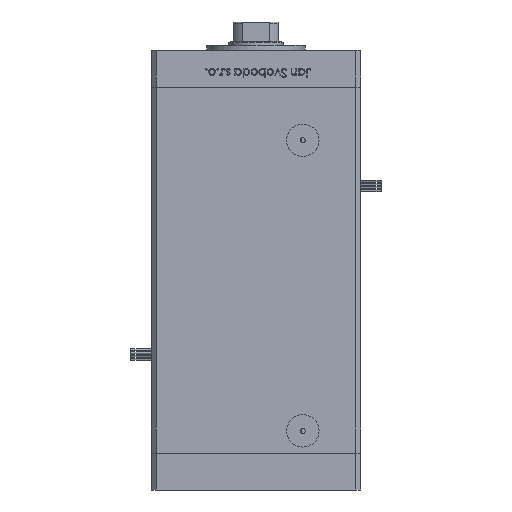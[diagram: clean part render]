
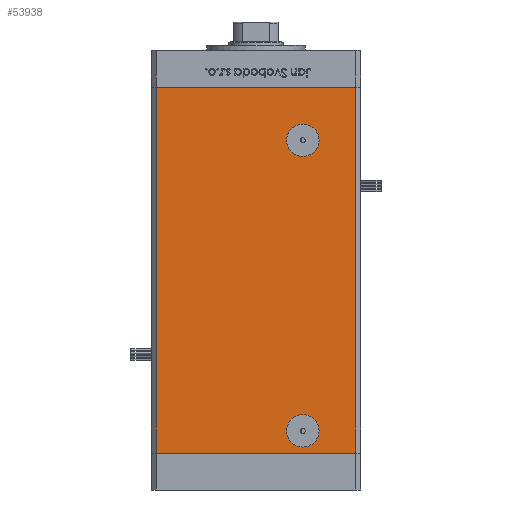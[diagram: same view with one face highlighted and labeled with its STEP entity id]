
A CAD part, front view. The second image highlights one B-rep face of the part: STEP entity #53938.
In plain terms, the highlighted planar face has unit normal (0, -1, 0).
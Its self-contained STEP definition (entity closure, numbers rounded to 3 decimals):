
#461 = LINE ( 'NONE', #34558, #14701 ) ;
#644 = DIRECTION ( 'NONE',  ( 0., 0., -1. ) ) ;
#1127 = ORIENTED_EDGE ( 'NONE', *, *, #54209, .F. ) ;
#1263 = CARTESIAN_POINT ( 'NONE',  ( -40.5, -37.5, 0. ) ) ;
#2401 = FACE_OUTER_BOUND ( 'NONE', #22567, .T. ) ;
#2952 = FACE_BOUND ( 'NONE', #26004, .T. ) ;
#4356 = CARTESIAN_POINT ( 'NONE',  ( 19., -37.5, 15.58 ) ) ;
#4599 = CARTESIAN_POINT ( 'NONE',  ( -40.5, -37.5, 0. ) ) ;
#7103 = EDGE_CURVE ( 'NONE', #41402, #49899, #33349, .T. ) ;
#9945 = AXIS2_PLACEMENT_3D ( 'NONE', #21610, #38922, #644 ) ;
#10250 = CARTESIAN_POINT ( 'NONE',  ( 40.5, -37.5, 148.5 ) ) ;
#11067 = CARTESIAN_POINT ( 'NONE',  ( -40.5, -37.5, 148.5 ) ) ;
#11238 = AXIS2_PLACEMENT_3D ( 'NONE', #11067, #28114, #49858 ) ;
#11893 = CARTESIAN_POINT ( 'NONE',  ( 19., -37.5, 133.58 ) ) ;
#14209 = EDGE_CURVE ( 'NONE', #40101, #50046, #461, .T. ) ;
#14410 = EDGE_CURVE ( 'NONE', #40101, #28104, #21912, .T. ) ;
#14674 = LINE ( 'NONE', #1263, #31941 ) ;
#14701 = VECTOR ( 'NONE', #34279, 1000. ) ;
#15074 = DIRECTION ( 'NONE',  ( 0., 0., -1. ) ) ;
#15800 = PLANE ( 'NONE',  #11238 ) ;
#15918 = CARTESIAN_POINT ( 'NONE',  ( 19., -37.5, 127. ) ) ;
#16475 = ORIENTED_EDGE ( 'NONE', *, *, #14209, .T. ) ;
#16736 = DIRECTION ( 'NONE',  ( 0., 0., -1. ) ) ;
#17490 = CIRCLE ( 'NONE', #49615, 6.58 ) ;
#19421 = DIRECTION ( 'NONE',  ( 0., 0., -1. ) ) ;
#20073 = VECTOR ( 'NONE', #21634, 1000. ) ;
#21584 = CARTESIAN_POINT ( 'NONE',  ( 19., -37.5, 9. ) ) ;
#21610 = CARTESIAN_POINT ( 'NONE',  ( 19., -37.5, 9. ) ) ;
#21634 = DIRECTION ( 'NONE',  ( 1., 0., 0. ) ) ;
#21912 = LINE ( 'NONE', #25838, #20073 ) ;
#22039 = VERTEX_POINT ( 'NONE', #52500 ) ;
#22567 = EDGE_LOOP ( 'NONE', ( #41966, #38864, #37633, #16475 ) ) ;
#22887 = EDGE_CURVE ( 'NONE', #50046, #39193, #14674, .T. ) ;
#22899 = CARTESIAN_POINT ( 'NONE',  ( 19., -37.5, 127. ) ) ;
#23217 = VECTOR ( 'NONE', #19421, 1000. ) ;
#24411 = AXIS2_PLACEMENT_3D ( 'NONE', #22899, #40208, #15074 ) ;
#25508 = DIRECTION ( 'NONE',  ( 0., 0., -1. ) ) ;
#25838 = CARTESIAN_POINT ( 'NONE',  ( -40.5, -37.5, 148.5 ) ) ;
#26004 = EDGE_LOOP ( 'NONE', ( #38529, #36038 ) ) ;
#26131 = ORIENTED_EDGE ( 'NONE', *, *, #38511, .F. ) ;
#27563 = CARTESIAN_POINT ( 'NONE',  ( 19., -37.5, 120.42 ) ) ;
#28090 = LINE ( 'NONE', #54020, #23217 ) ;
#28104 = VERTEX_POINT ( 'NONE', #10250 ) ;
#28114 = DIRECTION ( 'NONE',  ( 0., 1., 0. ) ) ;
#29980 = DIRECTION ( 'NONE',  ( 0., -1., 0. ) ) ;
#29986 = CARTESIAN_POINT ( 'NONE',  ( 40.5, -37.5, 0. ) ) ;
#30256 = EDGE_LOOP ( 'NONE', ( #26131, #1127 ) ) ;
#30911 = DIRECTION ( 'NONE',  ( 1., 0., 0. ) ) ;
#31678 = VERTEX_POINT ( 'NONE', #4356 ) ;
#31941 = VECTOR ( 'NONE', #30911, 1000. ) ;
#32858 = FACE_BOUND ( 'NONE', #30256, .T. ) ;
#33161 = EDGE_CURVE ( 'NONE', #28104, #39193, #28090, .T. ) ;
#33349 = CIRCLE ( 'NONE', #24411, 6.58 ) ;
#33369 = EDGE_CURVE ( 'NONE', #49899, #41402, #51748, .T. ) ;
#33967 = AXIS2_PLACEMENT_3D ( 'NONE', #15918, #54708, #16736 ) ;
#34279 = DIRECTION ( 'NONE',  ( 0., 0., -1. ) ) ;
#34558 = CARTESIAN_POINT ( 'NONE',  ( -40.5, -37.5, 148.5 ) ) ;
#36038 = ORIENTED_EDGE ( 'NONE', *, *, #7103, .T. ) ;
#36725 = CIRCLE ( 'NONE', #9945, 6.58 ) ;
#37633 = ORIENTED_EDGE ( 'NONE', *, *, #14410, .F. ) ;
#38511 = EDGE_CURVE ( 'NONE', #22039, #31678, #36725, .T. ) ;
#38529 = ORIENTED_EDGE ( 'NONE', *, *, #33369, .T. ) ;
#38864 = ORIENTED_EDGE ( 'NONE', *, *, #33161, .F. ) ;
#38922 = DIRECTION ( 'NONE',  ( 0., -1., 0. ) ) ;
#39193 = VERTEX_POINT ( 'NONE', #29986 ) ;
#40101 = VERTEX_POINT ( 'NONE', #52535 ) ;
#40208 = DIRECTION ( 'NONE',  ( 0., 1., 0. ) ) ;
#41402 = VERTEX_POINT ( 'NONE', #11893 ) ;
#41966 = ORIENTED_EDGE ( 'NONE', *, *, #22887, .T. ) ;
#49615 = AXIS2_PLACEMENT_3D ( 'NONE', #21584, #29980, #25508 ) ;
#49858 = DIRECTION ( 'NONE',  ( 0., 0., 1. ) ) ;
#49899 = VERTEX_POINT ( 'NONE', #27563 ) ;
#50046 = VERTEX_POINT ( 'NONE', #4599 ) ;
#51748 = CIRCLE ( 'NONE', #33967, 6.58 ) ;
#52500 = CARTESIAN_POINT ( 'NONE',  ( 19., -37.5, 2.42 ) ) ;
#52535 = CARTESIAN_POINT ( 'NONE',  ( -40.5, -37.5, 148.5 ) ) ;
#53938 = ADVANCED_FACE ( 'NONE', ( #32858, #2401, #2952 ), #15800, .F. ) ;
#54020 = CARTESIAN_POINT ( 'NONE',  ( 40.5, -37.5, 148.5 ) ) ;
#54209 = EDGE_CURVE ( 'NONE', #31678, #22039, #17490, .T. ) ;
#54708 = DIRECTION ( 'NONE',  ( 0., 1., 0. ) ) ;
